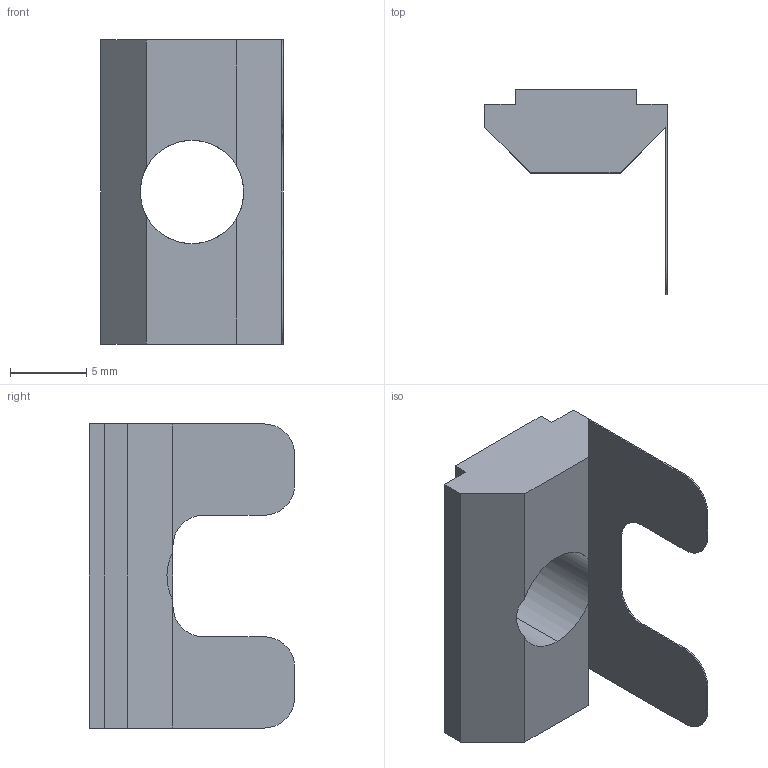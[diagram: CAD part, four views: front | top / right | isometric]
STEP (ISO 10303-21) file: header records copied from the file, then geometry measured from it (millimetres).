
FILE_DESCRIPTION (( 'STEP AP203' ), '1' );
FILE_NAME ('2.31.08.M8.STEP', '2014-06-24T02:27:12', ( 'USER' ), ( 'Microsoft' ), 'SwSTEP 2.0', 'SolidWorks 2012', '' );
FILE_SCHEMA (( 'CONFIG_CONTROL_DESIGN' ));
Length unit declared in the file: millimetre
Products named in the file (1): 2.31.08.M8
Bounding box: 12 x 13.5 x 20 mm (x, y, z)
Volume: 870.1 mm3; surface area: 1088.8 mm2
Topology: 1 solids, 1 shells, 27 faces, 78 edges, 52 vertices
Faces by surface type: plane 19, cylinder 8
Entity records: 971 total; most frequent: CARTESIAN_POINT 164, ORIENTED_EDGE 156, DIRECTION 150, EDGE_CURVE 78, VECTOR 58, LINE 58, VERTEX_POINT 52, AXIS2_PLACEMENT_3D 46
